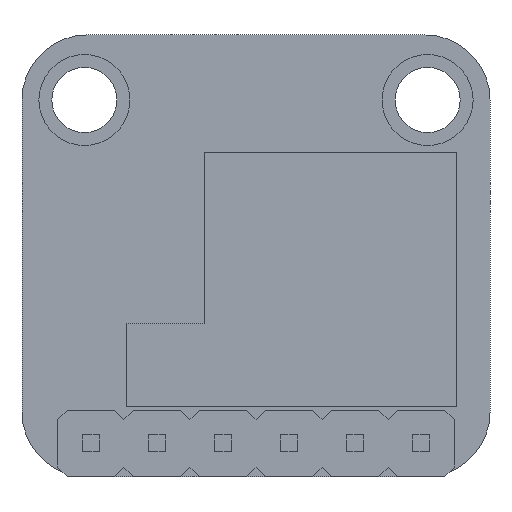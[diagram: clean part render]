
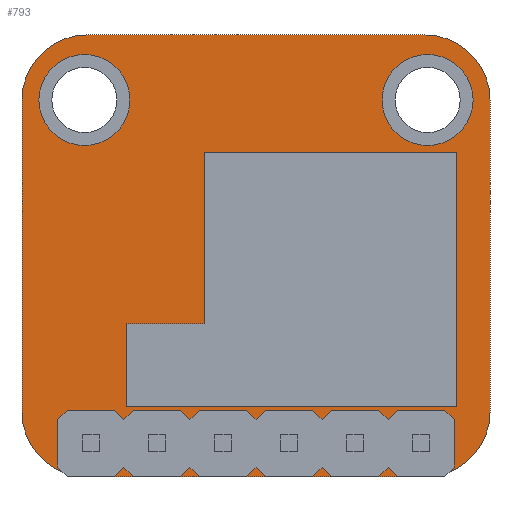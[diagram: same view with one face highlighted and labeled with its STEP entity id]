
A CAD part, left-side view. The second image highlights one B-rep face of the part: STEP entity #793.
In plain terms, the highlighted planar face has unit normal (-1, 0, 0).
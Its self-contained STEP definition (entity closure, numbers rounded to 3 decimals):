
#293=CARTESIAN_POINT('Vertex',(-0.75,2.17,-7.2)) ;
#300=CARTESIAN_POINT('Vertex',(-0.75,0.37,-7.2)) ;
#303=CARTESIAN_POINT('Axis2P3D Location',(-0.75,1.27,-7.2)) ;
#315=CARTESIAN_POINT('Axis2P3D Location',(-0.75,1.27,-7.2)) ;
#360=CARTESIAN_POINT('Vertex',(-0.75,-6.5,-8.5)) ;
#365=CARTESIAN_POINT('Line Origine',(-0.75,0.,-8.5)) ;
#369=CARTESIAN_POINT('Vertex',(-0.75,6.5,-8.5)) ;
#589=CARTESIAN_POINT('Axis2P3D Location',(-0.75,6.5,-6.)) ;
#593=CARTESIAN_POINT('Vertex',(-0.75,9.,-6.)) ;
#608=CARTESIAN_POINT('Axis2P3D Location',(-0.75,0.,0.)) ;
#613=CARTESIAN_POINT('Axis2P3D Location',(-0.75,-6.5,-6.)) ;
#617=CARTESIAN_POINT('Vertex',(-0.75,-9.,-6.)) ;
#620=CARTESIAN_POINT('Line Origine',(-0.75,-9.,0.)) ;
#624=CARTESIAN_POINT('Vertex',(-0.75,-9.,6.)) ;
#627=CARTESIAN_POINT('Axis2P3D Location',(-0.75,-6.5,6.)) ;
#631=CARTESIAN_POINT('Vertex',(-0.75,-6.5,8.5)) ;
#634=CARTESIAN_POINT('Line Origine',(-0.75,0.,8.5)) ;
#638=CARTESIAN_POINT('Vertex',(-0.75,6.5,8.5)) ;
#641=CARTESIAN_POINT('Axis2P3D Location',(-0.75,6.5,6.)) ;
#645=CARTESIAN_POINT('Vertex',(-0.75,9.,6.)) ;
#648=CARTESIAN_POINT('Line Origine',(-0.75,9.,0.)) ;
#663=CARTESIAN_POINT('Axis2P3D Location',(-0.75,6.6,6.)) ;
#667=CARTESIAN_POINT('Vertex',(-0.75,4.85,6.)) ;
#669=CARTESIAN_POINT('Vertex',(-0.75,8.35,6.)) ;
#672=CARTESIAN_POINT('Axis2P3D Location',(-0.75,6.6,6.)) ;
#681=CARTESIAN_POINT('Axis2P3D Location',(-0.75,-6.6,6.)) ;
#685=CARTESIAN_POINT('Vertex',(-0.75,-4.85,6.)) ;
#687=CARTESIAN_POINT('Vertex',(-0.75,-8.35,6.)) ;
#690=CARTESIAN_POINT('Axis2P3D Location',(-0.75,-6.6,6.)) ;
#703=CARTESIAN_POINT('Axis2P3D Location',(-0.75,-1.27,-7.2)) ;
#707=CARTESIAN_POINT('Vertex',(-0.75,-0.37,-7.2)) ;
#709=CARTESIAN_POINT('Vertex',(-0.75,-2.17,-7.2)) ;
#712=CARTESIAN_POINT('Axis2P3D Location',(-0.75,-1.27,-7.2)) ;
#721=CARTESIAN_POINT('Axis2P3D Location',(-0.75,-3.81,-7.2)) ;
#725=CARTESIAN_POINT('Vertex',(-0.75,-4.71,-7.2)) ;
#727=CARTESIAN_POINT('Vertex',(-0.75,-2.91,-7.2)) ;
#730=CARTESIAN_POINT('Axis2P3D Location',(-0.75,-3.81,-7.2)) ;
#739=CARTESIAN_POINT('Axis2P3D Location',(-0.75,-6.35,-7.2)) ;
#743=CARTESIAN_POINT('Vertex',(-0.75,-5.45,-7.2)) ;
#745=CARTESIAN_POINT('Vertex',(-0.75,-7.25,-7.2)) ;
#748=CARTESIAN_POINT('Axis2P3D Location',(-0.75,-6.35,-7.2)) ;
#757=CARTESIAN_POINT('Axis2P3D Location',(-0.75,6.35,-7.2)) ;
#761=CARTESIAN_POINT('Vertex',(-0.75,5.45,-7.2)) ;
#763=CARTESIAN_POINT('Vertex',(-0.75,7.25,-7.2)) ;
#766=CARTESIAN_POINT('Axis2P3D Location',(-0.75,6.35,-7.2)) ;
#775=CARTESIAN_POINT('Axis2P3D Location',(-0.75,3.81,-7.2)) ;
#779=CARTESIAN_POINT('Vertex',(-0.75,4.71,-7.2)) ;
#781=CARTESIAN_POINT('Vertex',(-0.75,2.91,-7.2)) ;
#784=CARTESIAN_POINT('Axis2P3D Location',(-0.75,3.81,-7.2)) ;
#304=DIRECTION('Axis2P3D Direction',(1.,0.,0.)) ;
#316=DIRECTION('Axis2P3D Direction',(1.,0.,0.)) ;
#366=DIRECTION('Vector Direction',(0.,-1.,0.)) ;
#590=DIRECTION('Axis2P3D Direction',(1.,0.,0.)) ;
#609=DIRECTION('Axis2P3D Direction',(1.,0.,0.)) ;
#610=DIRECTION('Axis2P3D XDirection',(0.,1.,0.)) ;
#614=DIRECTION('Axis2P3D Direction',(1.,0.,0.)) ;
#621=DIRECTION('Vector Direction',(0.,0.,-1.)) ;
#628=DIRECTION('Axis2P3D Direction',(1.,0.,0.)) ;
#635=DIRECTION('Vector Direction',(0.,1.,0.)) ;
#642=DIRECTION('Axis2P3D Direction',(1.,0.,0.)) ;
#649=DIRECTION('Vector Direction',(0.,0.,1.)) ;
#664=DIRECTION('Axis2P3D Direction',(1.,0.,0.)) ;
#673=DIRECTION('Axis2P3D Direction',(1.,0.,0.)) ;
#682=DIRECTION('Axis2P3D Direction',(1.,0.,0.)) ;
#691=DIRECTION('Axis2P3D Direction',(1.,0.,0.)) ;
#704=DIRECTION('Axis2P3D Direction',(1.,0.,0.)) ;
#713=DIRECTION('Axis2P3D Direction',(1.,0.,0.)) ;
#722=DIRECTION('Axis2P3D Direction',(1.,0.,0.)) ;
#731=DIRECTION('Axis2P3D Direction',(1.,0.,0.)) ;
#740=DIRECTION('Axis2P3D Direction',(1.,0.,0.)) ;
#749=DIRECTION('Axis2P3D Direction',(1.,0.,0.)) ;
#758=DIRECTION('Axis2P3D Direction',(1.,0.,0.)) ;
#767=DIRECTION('Axis2P3D Direction',(1.,0.,0.)) ;
#776=DIRECTION('Axis2P3D Direction',(1.,0.,0.)) ;
#785=DIRECTION('Axis2P3D Direction',(1.,0.,0.)) ;
#305=AXIS2_PLACEMENT_3D('Circle Axis2P3D',#303,#304,$) ;
#317=AXIS2_PLACEMENT_3D('Circle Axis2P3D',#315,#316,$) ;
#591=AXIS2_PLACEMENT_3D('Circle Axis2P3D',#589,#590,$) ;
#611=AXIS2_PLACEMENT_3D('Plane Axis2P3D',#608,#609,#610) ;
#615=AXIS2_PLACEMENT_3D('Circle Axis2P3D',#613,#614,$) ;
#629=AXIS2_PLACEMENT_3D('Circle Axis2P3D',#627,#628,$) ;
#643=AXIS2_PLACEMENT_3D('Circle Axis2P3D',#641,#642,$) ;
#665=AXIS2_PLACEMENT_3D('Circle Axis2P3D',#663,#664,$) ;
#674=AXIS2_PLACEMENT_3D('Circle Axis2P3D',#672,#673,$) ;
#683=AXIS2_PLACEMENT_3D('Circle Axis2P3D',#681,#682,$) ;
#692=AXIS2_PLACEMENT_3D('Circle Axis2P3D',#690,#691,$) ;
#705=AXIS2_PLACEMENT_3D('Circle Axis2P3D',#703,#704,$) ;
#714=AXIS2_PLACEMENT_3D('Circle Axis2P3D',#712,#713,$) ;
#723=AXIS2_PLACEMENT_3D('Circle Axis2P3D',#721,#722,$) ;
#732=AXIS2_PLACEMENT_3D('Circle Axis2P3D',#730,#731,$) ;
#741=AXIS2_PLACEMENT_3D('Circle Axis2P3D',#739,#740,$) ;
#750=AXIS2_PLACEMENT_3D('Circle Axis2P3D',#748,#749,$) ;
#759=AXIS2_PLACEMENT_3D('Circle Axis2P3D',#757,#758,$) ;
#768=AXIS2_PLACEMENT_3D('Circle Axis2P3D',#766,#767,$) ;
#777=AXIS2_PLACEMENT_3D('Circle Axis2P3D',#775,#776,$) ;
#786=AXIS2_PLACEMENT_3D('Circle Axis2P3D',#784,#785,$) ;
#654=ORIENTED_EDGE('',*,*,#619,.F.) ;
#655=ORIENTED_EDGE('',*,*,#626,.F.) ;
#656=ORIENTED_EDGE('',*,*,#633,.F.) ;
#657=ORIENTED_EDGE('',*,*,#640,.F.) ;
#658=ORIENTED_EDGE('',*,*,#647,.F.) ;
#659=ORIENTED_EDGE('',*,*,#652,.F.) ;
#660=ORIENTED_EDGE('',*,*,#595,.F.) ;
#661=ORIENTED_EDGE('',*,*,#371,.F.) ;
#678=ORIENTED_EDGE('',*,*,#671,.T.) ;
#679=ORIENTED_EDGE('',*,*,#676,.T.) ;
#696=ORIENTED_EDGE('',*,*,#689,.T.) ;
#697=ORIENTED_EDGE('',*,*,#694,.T.) ;
#700=ORIENTED_EDGE('',*,*,#319,.T.) ;
#701=ORIENTED_EDGE('',*,*,#307,.T.) ;
#718=ORIENTED_EDGE('',*,*,#711,.T.) ;
#719=ORIENTED_EDGE('',*,*,#716,.T.) ;
#736=ORIENTED_EDGE('',*,*,#729,.T.) ;
#737=ORIENTED_EDGE('',*,*,#734,.T.) ;
#754=ORIENTED_EDGE('',*,*,#747,.T.) ;
#755=ORIENTED_EDGE('',*,*,#752,.T.) ;
#772=ORIENTED_EDGE('',*,*,#765,.T.) ;
#773=ORIENTED_EDGE('',*,*,#770,.T.) ;
#790=ORIENTED_EDGE('',*,*,#783,.T.) ;
#791=ORIENTED_EDGE('',*,*,#788,.T.) ;
#680=FACE_BOUND('',#677,.T.) ;
#698=FACE_BOUND('',#695,.T.) ;
#702=FACE_BOUND('',#699,.T.) ;
#720=FACE_BOUND('',#717,.T.) ;
#738=FACE_BOUND('',#735,.T.) ;
#756=FACE_BOUND('',#753,.T.) ;
#774=FACE_BOUND('',#771,.T.) ;
#792=FACE_BOUND('',#789,.T.) ;
#367=VECTOR('Line Direction',#366,1.) ;
#622=VECTOR('Line Direction',#621,1.) ;
#636=VECTOR('Line Direction',#635,1.) ;
#650=VECTOR('Line Direction',#649,1.) ;
#793=ADVANCED_FACE('BOARD',(#662,#680,#698,#702,#720,#738,#756,#774,#792),#612,.F.) ;
#306=CIRCLE('generated circle',#305,0.9) ;
#318=CIRCLE('generated circle',#317,0.9) ;
#592=CIRCLE('generated circle',#591,2.5) ;
#616=CIRCLE('generated circle',#615,2.5) ;
#630=CIRCLE('generated circle',#629,2.5) ;
#644=CIRCLE('generated circle',#643,2.5) ;
#666=CIRCLE('generated circle',#665,1.75) ;
#675=CIRCLE('generated circle',#674,1.75) ;
#684=CIRCLE('generated circle',#683,1.75) ;
#693=CIRCLE('generated circle',#692,1.75) ;
#706=CIRCLE('generated circle',#705,0.9) ;
#715=CIRCLE('generated circle',#714,0.9) ;
#724=CIRCLE('generated circle',#723,0.9) ;
#733=CIRCLE('generated circle',#732,0.9) ;
#742=CIRCLE('generated circle',#741,0.9) ;
#751=CIRCLE('generated circle',#750,0.9) ;
#760=CIRCLE('generated circle',#759,0.9) ;
#769=CIRCLE('generated circle',#768,0.9) ;
#778=CIRCLE('generated circle',#777,0.9) ;
#787=CIRCLE('generated circle',#786,0.9) ;
#307=EDGE_CURVE('',#294,#301,#306,.T.) ;
#319=EDGE_CURVE('',#301,#294,#318,.T.) ;
#371=EDGE_CURVE('',#361,#370,#368,.F.) ;
#595=EDGE_CURVE('',#370,#594,#592,.T.) ;
#619=EDGE_CURVE('',#618,#361,#616,.T.) ;
#626=EDGE_CURVE('',#625,#618,#623,.T.) ;
#633=EDGE_CURVE('',#632,#625,#630,.T.) ;
#640=EDGE_CURVE('',#639,#632,#637,.F.) ;
#647=EDGE_CURVE('',#646,#639,#644,.T.) ;
#652=EDGE_CURVE('',#594,#646,#651,.T.) ;
#671=EDGE_CURVE('',#668,#670,#666,.T.) ;
#676=EDGE_CURVE('',#670,#668,#675,.T.) ;
#689=EDGE_CURVE('',#686,#688,#684,.T.) ;
#694=EDGE_CURVE('',#688,#686,#693,.T.) ;
#711=EDGE_CURVE('',#708,#710,#706,.T.) ;
#716=EDGE_CURVE('',#710,#708,#715,.T.) ;
#729=EDGE_CURVE('',#726,#728,#724,.T.) ;
#734=EDGE_CURVE('',#728,#726,#733,.T.) ;
#747=EDGE_CURVE('',#744,#746,#742,.T.) ;
#752=EDGE_CURVE('',#746,#744,#751,.T.) ;
#765=EDGE_CURVE('',#762,#764,#760,.T.) ;
#770=EDGE_CURVE('',#764,#762,#769,.T.) ;
#783=EDGE_CURVE('',#780,#782,#778,.T.) ;
#788=EDGE_CURVE('',#782,#780,#787,.T.) ;
#653=EDGE_LOOP('',(#654,#655,#656,#657,#658,#659,#660,#661)) ;
#677=EDGE_LOOP('',(#678,#679)) ;
#695=EDGE_LOOP('',(#696,#697)) ;
#699=EDGE_LOOP('',(#700,#701)) ;
#717=EDGE_LOOP('',(#718,#719)) ;
#735=EDGE_LOOP('',(#736,#737)) ;
#753=EDGE_LOOP('',(#754,#755)) ;
#771=EDGE_LOOP('',(#772,#773)) ;
#789=EDGE_LOOP('',(#790,#791)) ;
#662=FACE_OUTER_BOUND('',#653,.T.) ;
#368=LINE('Line',#365,#367) ;
#623=LINE('Line',#620,#622) ;
#637=LINE('Line',#634,#636) ;
#651=LINE('Line',#648,#650) ;
#612=PLANE('',#611) ;
#294=VERTEX_POINT('',#293) ;
#301=VERTEX_POINT('',#300) ;
#361=VERTEX_POINT('',#360) ;
#370=VERTEX_POINT('',#369) ;
#594=VERTEX_POINT('',#593) ;
#618=VERTEX_POINT('',#617) ;
#625=VERTEX_POINT('',#624) ;
#632=VERTEX_POINT('',#631) ;
#639=VERTEX_POINT('',#638) ;
#646=VERTEX_POINT('',#645) ;
#668=VERTEX_POINT('',#667) ;
#670=VERTEX_POINT('',#669) ;
#686=VERTEX_POINT('',#685) ;
#688=VERTEX_POINT('',#687) ;
#708=VERTEX_POINT('',#707) ;
#710=VERTEX_POINT('',#709) ;
#726=VERTEX_POINT('',#725) ;
#728=VERTEX_POINT('',#727) ;
#744=VERTEX_POINT('',#743) ;
#746=VERTEX_POINT('',#745) ;
#762=VERTEX_POINT('',#761) ;
#764=VERTEX_POINT('',#763) ;
#780=VERTEX_POINT('',#779) ;
#782=VERTEX_POINT('',#781) ;
